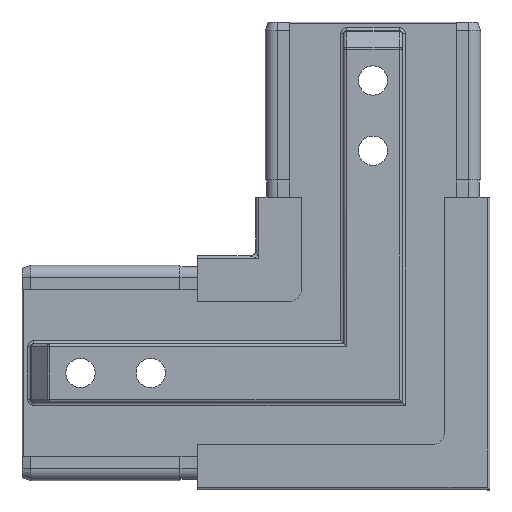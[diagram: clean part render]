
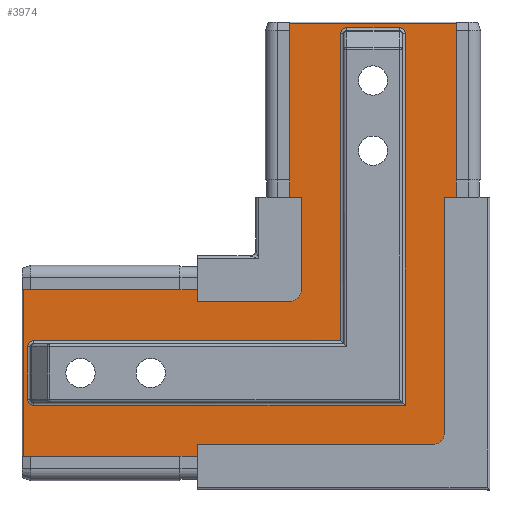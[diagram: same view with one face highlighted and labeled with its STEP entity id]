
A CAD part, front view. The second image highlights one B-rep face of the part: STEP entity #3974.
In plain terms, the highlighted planar face has unit normal (0, -1, 0).
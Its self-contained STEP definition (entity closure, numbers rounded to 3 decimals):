
#3 = AXIS2_PLACEMENT_3D ( 'NONE', #541, #3866, #4025 ) ;
#52 = FACE_BOUND ( 'NONE', #1177, .T. ) ;
#137 = CARTESIAN_POINT ( 'NONE',  ( -59., 36.5, 15.5 ) ) ;
#198 = CARTESIAN_POINT ( 'NONE',  ( 16.2, 36.5, 79.7 ) ) ;
#250 = VERTEX_POINT ( 'NONE', #573 ) ;
#269 = EDGE_CURVE ( 'NONE', #4635, #1090, #1559, .T. ) ;
#286 = DIRECTION ( 'NONE',  ( -1., 0., 0. ) ) ;
#411 = DIRECTION ( 'NONE',  ( 0., -1., 0. ) ) ;
#427 = VERTEX_POINT ( 'NONE', #2947 ) ;
#435 = ORIENTED_EDGE ( 'NONE', *, *, #4143, .T. ) ;
#439 = CARTESIAN_POINT ( 'NONE',  ( -5.5, 36.5, 25.5 ) ) ;
#454 = CARTESIAN_POINT ( 'NONE',  ( 5., 36.5, 79. ) ) ;
#481 = VECTOR ( 'NONE', #4759, 1000. ) ;
#541 = CARTESIAN_POINT ( 'NONE',  ( -58., 36.5, 24.5 ) ) ;
#558 = DIRECTION ( 'NONE',  ( 1., 0., 0. ) ) ;
#573 = CARTESIAN_POINT ( 'NONE',  ( 5.5, 36.5, 14.5 ) ) ;
#620 = DIRECTION ( 'NONE',  ( -1., 0., 0. ) ) ;
#672 = VECTOR ( 'NONE', #1509, 1000. ) ;
#681 = CARTESIAN_POINT ( 'NONE',  ( -16.2, 36.5, 79.7 ) ) ;
#699 = LINE ( 'NONE', #2370, #1299 ) ;
#796 = EDGE_CURVE ( 'NONE', #960, #4175, #1053, .T. ) ;
#830 = VECTOR ( 'NONE', #4599, 1000. ) ;
#836 = VECTOR ( 'NONE', #4563, 1000. ) ;
#920 = CARTESIAN_POINT ( 'NONE',  ( -58., 36.5, 14.5 ) ) ;
#937 = LINE ( 'NONE', #3044, #830 ) ;
#960 = VERTEX_POINT ( 'NONE', #2476 ) ;
#1053 = CIRCLE ( 'NONE', #3, 1. ) ;
#1090 = VERTEX_POINT ( 'NONE', #4425 ) ;
#1092 = CIRCLE ( 'NONE', #3451, 1. ) ;
#1098 = LINE ( 'NONE', #4375, #672 ) ;
#1110 = LINE ( 'NONE', #2779, #5312 ) ;
#1118 = ORIENTED_EDGE ( 'NONE', *, *, #4374, .T. ) ;
#1152 = VERTEX_POINT ( 'NONE', #920 ) ;
#1163 = CARTESIAN_POINT ( 'NONE',  ( 4.5, 36.5, 79. ) ) ;
#1177 = EDGE_LOOP ( 'NONE', ( #4752, #2571, #435, #2523, #3345, #2811, #5238, #3980, #1341, #1313 ) ) ;
#1196 = CIRCLE ( 'NONE', #1901, 1. ) ;
#1267 = CARTESIAN_POINT ( 'NONE',  ( 19.7, 36.5, 14.5 ) ) ;
#1299 = VECTOR ( 'NONE', #3267, 1000. ) ;
#1303 = ORIENTED_EDGE ( 'NONE', *, *, #1497, .T. ) ;
#1313 = ORIENTED_EDGE ( 'NONE', *, *, #4062, .F. ) ;
#1341 = ORIENTED_EDGE ( 'NONE', *, *, #3265, .T. ) ;
#1367 = EDGE_CURVE ( 'NONE', #5405, #4175, #937, .T. ) ;
#1397 = DIRECTION ( 'NONE',  ( 1., 0., 0. ) ) ;
#1426 = CARTESIAN_POINT ( 'NONE',  ( -4.5, 36.5, 79. ) ) ;
#1429 = CARTESIAN_POINT ( 'NONE',  ( 5.5, 36.5, 78. ) ) ;
#1492 = VERTEX_POINT ( 'NONE', #137 ) ;
#1497 = EDGE_CURVE ( 'NONE', #5025, #4851, #3168, .T. ) ;
#1509 = DIRECTION ( 'NONE',  ( 0., 0., 1. ) ) ;
#1540 = VERTEX_POINT ( 'NONE', #1426 ) ;
#1550 = AXIS2_PLACEMENT_3D ( 'NONE', #3362, #4987, #5388 ) ;
#1559 = LINE ( 'NONE', #2726, #4612 ) ;
#1722 = EDGE_CURVE ( 'NONE', #4635, #3420, #4532, .T. ) ;
#1744 = VECTOR ( 'NONE', #3396, 1000. ) ;
#1762 = LINE ( 'NONE', #2632, #4514 ) ;
#1811 = EDGE_CURVE ( 'NONE', #1540, #427, #1092, .T. ) ;
#1901 = AXIS2_PLACEMENT_3D ( 'NONE', #4733, #3138, #620 ) ;
#2283 = CARTESIAN_POINT ( 'NONE',  ( 16.2, 36.5, 3.8 ) ) ;
#2370 = CARTESIAN_POINT ( 'NONE',  ( 5.5, 36.5, 0.3 ) ) ;
#2466 = CARTESIAN_POINT ( 'NONE',  ( -16.2, 36.5, 36.2 ) ) ;
#2476 = CARTESIAN_POINT ( 'NONE',  ( -59., 36.5, 24.5 ) ) ;
#2523 = ORIENTED_EDGE ( 'NONE', *, *, #4255, .F. ) ;
#2571 = ORIENTED_EDGE ( 'NONE', *, *, #4789, .F. ) ;
#2581 = ORIENTED_EDGE ( 'NONE', *, *, #4999, .F. ) ;
#2629 = VERTEX_POINT ( 'NONE', #3137 ) ;
#2632 = CARTESIAN_POINT ( 'NONE',  ( 20., 36.5, 36.2 ) ) ;
#2687 = CIRCLE ( 'NONE', #3381, 1. ) ;
#2726 = CARTESIAN_POINT ( 'NONE',  ( -60., 36.5, 3.8 ) ) ;
#2779 = CARTESIAN_POINT ( 'NONE',  ( -16.5, 36.5, 79.7 ) ) ;
#2811 = ORIENTED_EDGE ( 'NONE', *, *, #1367, .F. ) ;
#2846 = DIRECTION ( 'NONE',  ( 1., 0., 0. ) ) ;
#2947 = CARTESIAN_POINT ( 'NONE',  ( -5.5, 36.5, 78. ) ) ;
#3008 = DIRECTION ( 'NONE',  ( 0., 0., -1. ) ) ;
#3044 = CARTESIAN_POINT ( 'NONE',  ( -58.5, 36.5, 25.5 ) ) ;
#3092 = CARTESIAN_POINT ( 'NONE',  ( -16.2, 36.5, 0. ) ) ;
#3137 = CARTESIAN_POINT ( 'NONE',  ( -59.7, 36.5, 36.2 ) ) ;
#3138 = DIRECTION ( 'NONE',  ( 0., 1., 0. ) ) ;
#3168 = LINE ( 'NONE', #3092, #481 ) ;
#3251 = ORIENTED_EDGE ( 'NONE', *, *, #4187, .F. ) ;
#3265 = EDGE_CURVE ( 'NONE', #1540, #4444, #4192, .T. ) ;
#3267 = DIRECTION ( 'NONE',  ( 0., 0., -1. ) ) ;
#3316 = CARTESIAN_POINT ( 'NONE',  ( -59., 36.5, 15. ) ) ;
#3334 = PLANE ( 'NONE',  #1550 ) ;
#3345 = ORIENTED_EDGE ( 'NONE', *, *, #796, .T. ) ;
#3362 = CARTESIAN_POINT ( 'NONE',  ( -16.5, 36.5, 80. ) ) ;
#3381 = AXIS2_PLACEMENT_3D ( 'NONE', #4566, #411, #4180 ) ;
#3388 = DIRECTION ( 'NONE',  ( 0., -1., 0. ) ) ;
#3396 = DIRECTION ( 'NONE',  ( 0., 0., 1. ) ) ;
#3397 = VECTOR ( 'NONE', #558, 1000. ) ;
#3420 = VERTEX_POINT ( 'NONE', #198 ) ;
#3451 = AXIS2_PLACEMENT_3D ( 'NONE', #3764, #3388, #5091 ) ;
#3560 = ORIENTED_EDGE ( 'NONE', *, *, #1722, .T. ) ;
#3731 = VECTOR ( 'NONE', #2846, 1000. ) ;
#3753 = ORIENTED_EDGE ( 'NONE', *, *, #269, .F. ) ;
#3764 = CARTESIAN_POINT ( 'NONE',  ( -4.5, 36.5, 78. ) ) ;
#3775 = VERTEX_POINT ( 'NONE', #1429 ) ;
#3866 = DIRECTION ( 'NONE',  ( 0., 1., 0. ) ) ;
#3974 = ADVANCED_FACE ( 'NONE', ( #4535, #52 ), #3334, .F. ) ;
#3980 = ORIENTED_EDGE ( 'NONE', *, *, #1811, .F. ) ;
#4025 = DIRECTION ( 'NONE',  ( -1., 0., 0. ) ) ;
#4062 = EDGE_CURVE ( 'NONE', #3775, #4444, #2687, .T. ) ;
#4143 = EDGE_CURVE ( 'NONE', #1152, #1492, #1196, .T. ) ;
#4175 = VERTEX_POINT ( 'NONE', #5221 ) ;
#4180 = DIRECTION ( 'NONE',  ( 0., 0., 1. ) ) ;
#4187 = EDGE_CURVE ( 'NONE', #2629, #4851, #1762, .T. ) ;
#4192 = LINE ( 'NONE', #454, #3397 ) ;
#4232 = LINE ( 'NONE', #3316, #4867 ) ;
#4255 = EDGE_CURVE ( 'NONE', #960, #1492, #4232, .T. ) ;
#4274 = EDGE_LOOP ( 'NONE', ( #3753, #3560, #1118, #1303, #3251, #2581 ) ) ;
#4374 = EDGE_CURVE ( 'NONE', #3420, #5025, #1110, .T. ) ;
#4375 = CARTESIAN_POINT ( 'NONE',  ( -5.5, 36.5, 78.5 ) ) ;
#4408 = EDGE_CURVE ( 'NONE', #3775, #250, #699, .T. ) ;
#4425 = CARTESIAN_POINT ( 'NONE',  ( -59.7, 36.5, 3.8 ) ) ;
#4444 = VERTEX_POINT ( 'NONE', #1163 ) ;
#4514 = VECTOR ( 'NONE', #1397, 1000. ) ;
#4532 = LINE ( 'NONE', #5334, #836 ) ;
#4535 = FACE_OUTER_BOUND ( 'NONE', #4274, .T. ) ;
#4563 = DIRECTION ( 'NONE',  ( 0., 0., 1. ) ) ;
#4566 = CARTESIAN_POINT ( 'NONE',  ( 4.5, 36.5, 78. ) ) ;
#4599 = DIRECTION ( 'NONE',  ( -1., 0., 0. ) ) ;
#4612 = VECTOR ( 'NONE', #5247, 1000. ) ;
#4615 = EDGE_CURVE ( 'NONE', #5405, #427, #1098, .T. ) ;
#4632 = LINE ( 'NONE', #5127, #1744 ) ;
#4635 = VERTEX_POINT ( 'NONE', #2283 ) ;
#4733 = CARTESIAN_POINT ( 'NONE',  ( -58., 36.5, 15.5 ) ) ;
#4752 = ORIENTED_EDGE ( 'NONE', *, *, #4408, .T. ) ;
#4759 = DIRECTION ( 'NONE',  ( 0., 0., -1. ) ) ;
#4789 = EDGE_CURVE ( 'NONE', #1152, #250, #5020, .T. ) ;
#4851 = VERTEX_POINT ( 'NONE', #2466 ) ;
#4867 = VECTOR ( 'NONE', #3008, 1000. ) ;
#4987 = DIRECTION ( 'NONE',  ( 0., 1., 0. ) ) ;
#4999 = EDGE_CURVE ( 'NONE', #1090, #2629, #4632, .T. ) ;
#5020 = LINE ( 'NONE', #1267, #3731 ) ;
#5025 = VERTEX_POINT ( 'NONE', #681 ) ;
#5091 = DIRECTION ( 'NONE',  ( 0., 0., 1. ) ) ;
#5127 = CARTESIAN_POINT ( 'NONE',  ( -59.7, 36.5, 36.5 ) ) ;
#5221 = CARTESIAN_POINT ( 'NONE',  ( -58., 36.5, 25.5 ) ) ;
#5238 = ORIENTED_EDGE ( 'NONE', *, *, #4615, .T. ) ;
#5247 = DIRECTION ( 'NONE',  ( -1., 0., 0. ) ) ;
#5312 = VECTOR ( 'NONE', #286, 1000. ) ;
#5334 = CARTESIAN_POINT ( 'NONE',  ( 16.2, 36.5, 80. ) ) ;
#5388 = DIRECTION ( 'NONE',  ( 0., 0., 1. ) ) ;
#5405 = VERTEX_POINT ( 'NONE', #439 ) ;
